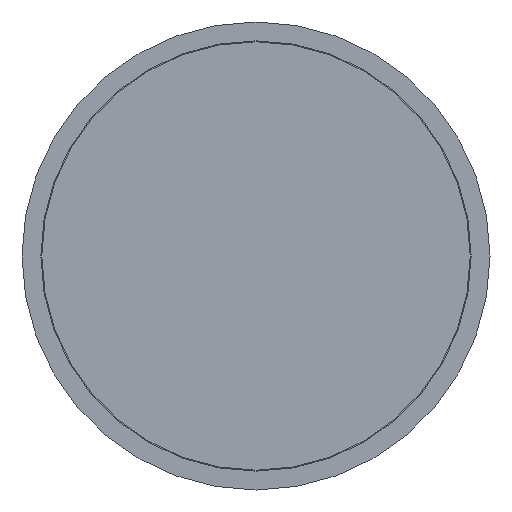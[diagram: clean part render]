
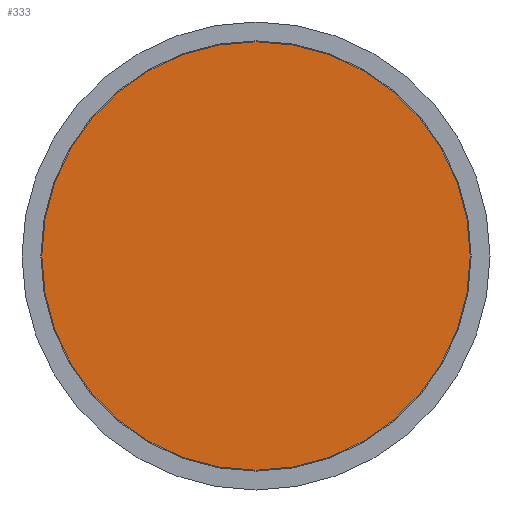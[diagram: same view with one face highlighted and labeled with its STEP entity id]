
A CAD part, front view. The second image highlights one B-rep face of the part: STEP entity #333.
In plain terms, the highlighted planar face has unit normal (0, -1, 0).
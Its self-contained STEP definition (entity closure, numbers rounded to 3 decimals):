
#16 = DIRECTION ( 'NONE',  ( 0., 0., 1. ) ) ;
#167 = EDGE_CURVE ( 'NONE', #808, #808, #391, .T. ) ;
#278 = ORIENTED_EDGE ( 'NONE', *, *, #167, .T. ) ;
#333 = ADVANCED_FACE ( 'NONE', ( #672 ), #993, .F. ) ;
#367 = DIRECTION ( 'NONE',  ( 0., 1., 0. ) ) ;
#391 = CIRCLE ( 'NONE', #949, 56.75 ) ;
#538 = CARTESIAN_POINT ( 'NONE',  ( -56.75, 0., 0. ) ) ;
#575 = EDGE_LOOP ( 'NONE', ( #278 ) ) ;
#603 = AXIS2_PLACEMENT_3D ( 'NONE', #538, #367, #16 ) ;
#672 = FACE_OUTER_BOUND ( 'NONE', #575, .T. ) ;
#740 = CARTESIAN_POINT ( 'NONE',  ( 0., 0., -56.75 ) ) ;
#808 = VERTEX_POINT ( 'NONE', #740 ) ;
#885 = DIRECTION ( 'NONE',  ( 0., -1., 0. ) ) ;
#949 = AXIS2_PLACEMENT_3D ( 'NONE', #979, #885, #975 ) ;
#975 = DIRECTION ( 'NONE',  ( 0., 0., -1. ) ) ;
#979 = CARTESIAN_POINT ( 'NONE',  ( 0., 0., 0. ) ) ;
#993 = PLANE ( 'NONE',  #603 ) ;
